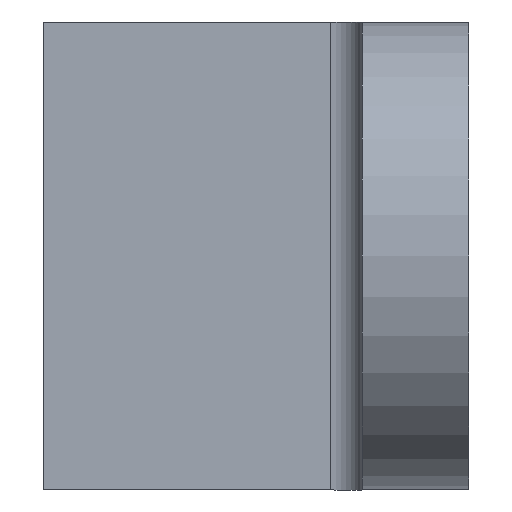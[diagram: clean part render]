
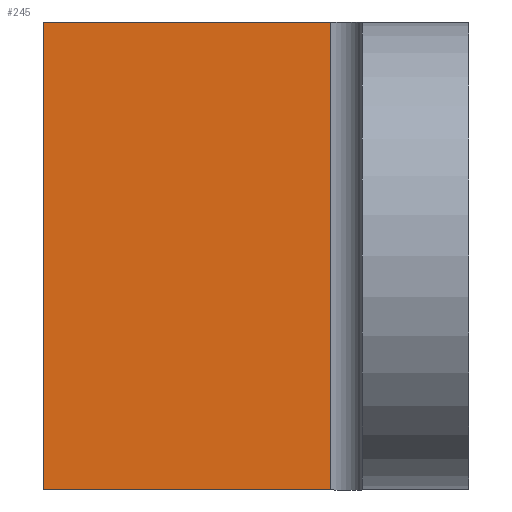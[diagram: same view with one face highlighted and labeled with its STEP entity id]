
A CAD part, left-side view. The second image highlights one B-rep face of the part: STEP entity #245.
In plain terms, the highlighted planar face has unit normal (-1, 0, 0).
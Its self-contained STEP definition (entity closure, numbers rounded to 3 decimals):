
#8 = CARTESIAN_POINT ( 'NONE',  ( 64.508, 13., 22. ) ) ;
#30 = CARTESIAN_POINT ( 'NONE',  ( 64.508, 13., 22. ) ) ;
#44 = DIRECTION ( 'NONE',  ( 0., 0., -1. ) ) ;
#94 = DIRECTION ( 'NONE',  ( 0., -1., 0. ) ) ;
#95 = VERTEX_POINT ( 'NONE', #306 ) ;
#102 = DIRECTION ( 'NONE',  ( 1., 0., 0. ) ) ;
#117 = ORIENTED_EDGE ( 'NONE', *, *, #213, .F. ) ;
#120 = ORIENTED_EDGE ( 'NONE', *, *, #470, .T. ) ;
#135 = VECTOR ( 'NONE', #512, 1000. ) ;
#211 = LINE ( 'NONE', #429, #423 ) ;
#213 = EDGE_CURVE ( 'NONE', #95, #674, #211, .T. ) ;
#232 = VECTOR ( 'NONE', #94, 1000. ) ;
#245 = ADVANCED_FACE ( 'NONE', ( #376 ), #616, .F. ) ;
#279 = AXIS2_PLACEMENT_3D ( 'NONE', #553, #102, #44 ) ;
#306 = CARTESIAN_POINT ( 'NONE',  ( 64.508, 40., -22. ) ) ;
#326 = DIRECTION ( 'NONE',  ( 0., 0., 1. ) ) ;
#361 = CARTESIAN_POINT ( 'NONE',  ( 64.508, 40., 22. ) ) ;
#370 = LINE ( 'NONE', #599, #232 ) ;
#375 = VECTOR ( 'NONE', #485, 1000. ) ;
#376 = FACE_OUTER_BOUND ( 'NONE', #503, .T. ) ;
#416 = LINE ( 'NONE', #587, #375 ) ;
#423 = VECTOR ( 'NONE', #326, 1000. ) ;
#429 = CARTESIAN_POINT ( 'NONE',  ( 64.508, 40., 22. ) ) ;
#430 = ORIENTED_EDGE ( 'NONE', *, *, #676, .T. ) ;
#470 = EDGE_CURVE ( 'NONE', #523, #603, #572, .T. ) ;
#485 = DIRECTION ( 'NONE',  ( 0., -1., 0. ) ) ;
#503 = EDGE_LOOP ( 'NONE', ( #430, #120, #597, #117 ) ) ;
#512 = DIRECTION ( 'NONE',  ( 0., 0., 1. ) ) ;
#523 = VERTEX_POINT ( 'NONE', #582 ) ;
#553 = CARTESIAN_POINT ( 'NONE',  ( 64.508, 40., 22. ) ) ;
#572 = LINE ( 'NONE', #8, #135 ) ;
#582 = CARTESIAN_POINT ( 'NONE',  ( 64.508, 13., -22. ) ) ;
#587 = CARTESIAN_POINT ( 'NONE',  ( 64.508, 40., 22. ) ) ;
#597 = ORIENTED_EDGE ( 'NONE', *, *, #655, .F. ) ;
#599 = CARTESIAN_POINT ( 'NONE',  ( 64.508, 40., -22. ) ) ;
#603 = VERTEX_POINT ( 'NONE', #30 ) ;
#616 = PLANE ( 'NONE',  #279 ) ;
#655 = EDGE_CURVE ( 'NONE', #674, #603, #416, .T. ) ;
#674 = VERTEX_POINT ( 'NONE', #361 ) ;
#676 = EDGE_CURVE ( 'NONE', #95, #523, #370, .T. ) ;
